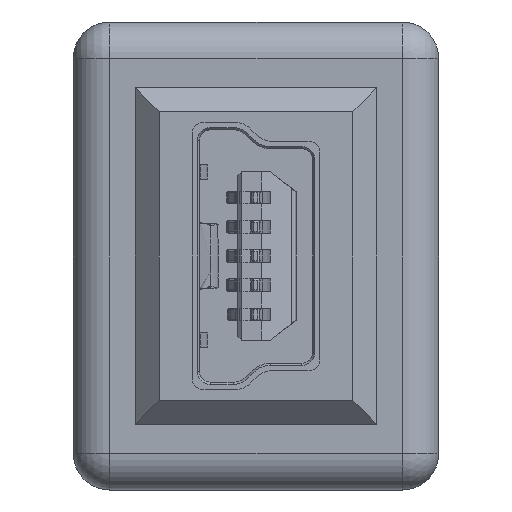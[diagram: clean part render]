
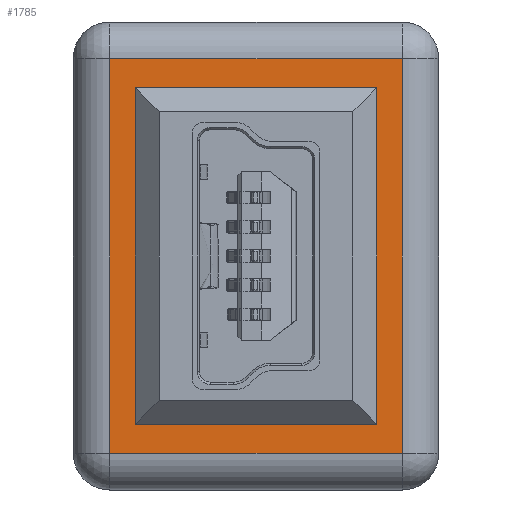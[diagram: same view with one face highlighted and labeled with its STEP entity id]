
A CAD part, left-side view. The second image highlights one B-rep face of the part: STEP entity #1785.
In plain terms, the highlighted face is planar.
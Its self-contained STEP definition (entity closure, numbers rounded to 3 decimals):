
#621 = EDGE_CURVE ( 'NONE', #9917, #11040, #8499, .T. ) ;
#1595 = LINE ( 'NONE', #37870, #19042 ) ;
#1785 = ADVANCED_FACE ( 'NONE', ( #14526, #9719 ), #21993, .T. ) ;
#2402 = DIRECTION ( 'NONE',  ( 0., 0., -1. ) ) ;
#2429 = ORIENTED_EDGE ( 'NONE', *, *, #28127, .F. ) ;
#2997 = LINE ( 'NONE', #4177, #36601 ) ;
#3023 = EDGE_CURVE ( 'NONE', #17729, #36882, #2997, .T. ) ;
#3369 = CARTESIAN_POINT ( 'NONE',  ( 11.8, 1., 0. ) ) ;
#4032 = CARTESIAN_POINT ( 'NONE',  ( 1., 9., 0. ) ) ;
#4177 = CARTESIAN_POINT ( 'NONE',  ( 11.8, 9., 0. ) ) ;
#4187 = CARTESIAN_POINT ( 'NONE',  ( 2.617, 2.926, 0. ) ) ;
#5681 = ORIENTED_EDGE ( 'NONE', *, *, #621, .T. ) ;
#7224 = VERTEX_POINT ( 'NONE', #38122 ) ;
#7249 = CARTESIAN_POINT ( 'NONE',  ( 1., 1., 0. ) ) ;
#8499 = LINE ( 'NONE', #23195, #26474 ) ;
#9719 = FACE_OUTER_BOUND ( 'NONE', #21255, .T. ) ;
#9917 = VERTEX_POINT ( 'NONE', #3369 ) ;
#11040 = VERTEX_POINT ( 'NONE', #7249 ) ;
#11144 = DIRECTION ( 'NONE',  ( 1., 0., 0. ) ) ;
#11427 = EDGE_LOOP ( 'NONE', ( #25138, #24376, #2429, #25845 ) ) ;
#11773 = DIRECTION ( 'NONE',  ( 0., -1., 0. ) ) ;
#12161 = VECTOR ( 'NONE', #40235, 1000. ) ;
#12466 = DIRECTION ( 'NONE',  ( 0., 1., 0. ) ) ;
#13714 = CARTESIAN_POINT ( 'NONE',  ( 2.617, 6.914, 0. ) ) ;
#14526 = FACE_BOUND ( 'NONE', #11427, .T. ) ;
#14684 = CARTESIAN_POINT ( 'NONE',  ( 11.8, 9., 0. ) ) ;
#15171 = CARTESIAN_POINT ( 'NONE',  ( 10.183, 6.914, 0. ) ) ;
#15305 = CARTESIAN_POINT ( 'NONE',  ( 11.8, 1., 0. ) ) ;
#17472 = VECTOR ( 'NONE', #12466, 1000. ) ;
#17729 = VERTEX_POINT ( 'NONE', #4032 ) ;
#19042 = VECTOR ( 'NONE', #49248, 1000. ) ;
#19065 = CARTESIAN_POINT ( 'NONE',  ( 2.617, 6.914, 0. ) ) ;
#19368 = VERTEX_POINT ( 'NONE', #47440 ) ;
#21255 = EDGE_LOOP ( 'NONE', ( #28608, #32103, #44501, #5681 ) ) ;
#21993 = PLANE ( 'NONE',  #25561 ) ;
#22375 = VECTOR ( 'NONE', #25417, 1000. ) ;
#22457 = LINE ( 'NONE', #15305, #34499 ) ;
#23195 = CARTESIAN_POINT ( 'NONE',  ( 1., 1., 0. ) ) ;
#23305 = EDGE_CURVE ( 'NONE', #34824, #19368, #26839, .T. ) ;
#24376 = ORIENTED_EDGE ( 'NONE', *, *, #23305, .F. ) ;
#25047 = EDGE_CURVE ( 'NONE', #19368, #7224, #1595, .T. ) ;
#25138 = ORIENTED_EDGE ( 'NONE', *, *, #25047, .F. ) ;
#25360 = CARTESIAN_POINT ( 'NONE',  ( 0., 0., 0. ) ) ;
#25417 = DIRECTION ( 'NONE',  ( 0., 1., 0. ) ) ;
#25561 = AXIS2_PLACEMENT_3D ( 'NONE', #25360, #2402, #44673 ) ;
#25845 = ORIENTED_EDGE ( 'NONE', *, *, #40446, .F. ) ;
#26264 = VECTOR ( 'NONE', #11144, 1000. ) ;
#26474 = VECTOR ( 'NONE', #49723, 1000. ) ;
#26839 = LINE ( 'NONE', #15171, #26264 ) ;
#28127 = EDGE_CURVE ( 'NONE', #38770, #34824, #32597, .T. ) ;
#28608 = ORIENTED_EDGE ( 'NONE', *, *, #29996, .T. ) ;
#28792 = CARTESIAN_POINT ( 'NONE',  ( 10.183, 2.926, 0. ) ) ;
#29996 = EDGE_CURVE ( 'NONE', #11040, #17729, #46891, .T. ) ;
#32103 = ORIENTED_EDGE ( 'NONE', *, *, #3023, .T. ) ;
#32597 = LINE ( 'NONE', #13714, #22375 ) ;
#34499 = VECTOR ( 'NONE', #11773, 1000. ) ;
#34824 = VERTEX_POINT ( 'NONE', #19065 ) ;
#36601 = VECTOR ( 'NONE', #46593, 1000. ) ;
#36882 = VERTEX_POINT ( 'NONE', #14684 ) ;
#37870 = CARTESIAN_POINT ( 'NONE',  ( 10.183, 6.914, 0. ) ) ;
#38122 = CARTESIAN_POINT ( 'NONE',  ( 10.183, 2.926, 0. ) ) ;
#38770 = VERTEX_POINT ( 'NONE', #4187 ) ;
#40235 = DIRECTION ( 'NONE',  ( -1., 0., 0. ) ) ;
#40446 = EDGE_CURVE ( 'NONE', #7224, #38770, #42769, .T. ) ;
#42769 = LINE ( 'NONE', #28792, #12161 ) ;
#44501 = ORIENTED_EDGE ( 'NONE', *, *, #47865, .T. ) ;
#44673 = DIRECTION ( 'NONE',  ( -1., 0., 0. ) ) ;
#46593 = DIRECTION ( 'NONE',  ( 1., 0., 0. ) ) ;
#46891 = LINE ( 'NONE', #47336, #17472 ) ;
#47336 = CARTESIAN_POINT ( 'NONE',  ( 1., 9., 0. ) ) ;
#47440 = CARTESIAN_POINT ( 'NONE',  ( 10.183, 6.914, 0. ) ) ;
#47865 = EDGE_CURVE ( 'NONE', #36882, #9917, #22457, .T. ) ;
#49248 = DIRECTION ( 'NONE',  ( 0., -1., 0. ) ) ;
#49723 = DIRECTION ( 'NONE',  ( -1., 0., 0. ) ) ;
